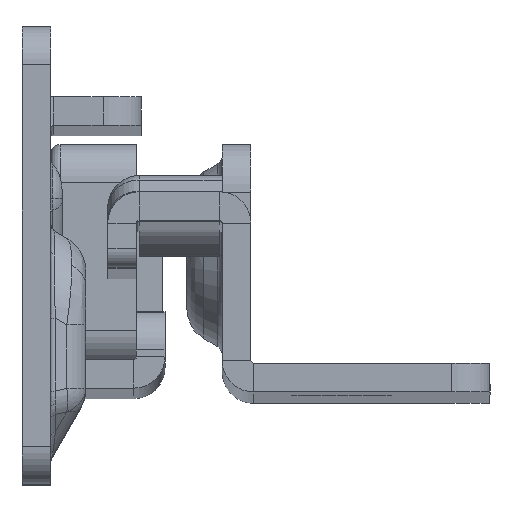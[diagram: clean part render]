
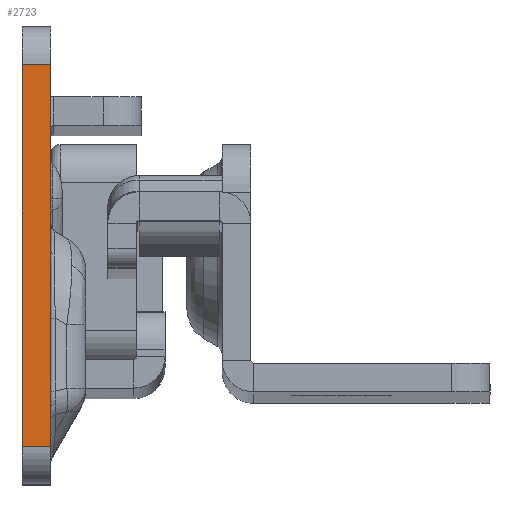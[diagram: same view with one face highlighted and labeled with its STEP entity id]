
A CAD part, top view. The second image highlights one B-rep face of the part: STEP entity #2723.
In plain terms, the highlighted planar face has unit normal (0, 0, 1).
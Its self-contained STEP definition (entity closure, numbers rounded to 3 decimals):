
#329 = LINE ( 'NONE', #4350, #2980 ) ;
#381 = CARTESIAN_POINT ( 'NONE',  ( 0., -29.094, 0. ) ) ;
#963 = DIRECTION ( 'NONE',  ( 0., 0., 1. ) ) ;
#1905 = CARTESIAN_POINT ( 'NONE',  ( -142.194, -21.7, 0. ) ) ;
#2353 = VERTEX_POINT ( 'NONE', #12051 ) ;
#2473 = PLANE ( 'NONE',  #16285 ) ;
#2723 = ADVANCED_FACE ( 'NONE', ( #3717 ), #2473, .T. ) ;
#2980 = VECTOR ( 'NONE', #14085, 1000. ) ;
#3020 = VECTOR ( 'NONE', #12359, 1000. ) ;
#3717 = FACE_OUTER_BOUND ( 'NONE', #9728, .T. ) ;
#3994 = CARTESIAN_POINT ( 'NONE',  ( -3., -29.094, 0. ) ) ;
#4350 = CARTESIAN_POINT ( 'NONE',  ( -3., -29.094, 0. ) ) ;
#4739 = ORIENTED_EDGE ( 'NONE', *, *, #15242, .T. ) ;
#5600 = VERTEX_POINT ( 'NONE', #15484 ) ;
#5657 = VECTOR ( 'NONE', #12556, 1000. ) ;
#5792 = VECTOR ( 'NONE', #9875, 1000. ) ;
#6080 = ORIENTED_EDGE ( 'NONE', *, *, #9110, .T. ) ;
#7191 = LINE ( 'NONE', #1905, #5657 ) ;
#7264 = CARTESIAN_POINT ( 'NONE',  ( 0., -21.7, 0. ) ) ;
#7267 = LINE ( 'NONE', #381, #5792 ) ;
#7846 = DIRECTION ( 'NONE',  ( 1., 0., 0. ) ) ;
#9076 = LINE ( 'NONE', #14585, #3020 ) ;
#9110 = EDGE_CURVE ( 'NONE', #5600, #16934, #7191, .T. ) ;
#9728 = EDGE_LOOP ( 'NONE', ( #12309, #14077, #4739, #6080 ) ) ;
#9875 = DIRECTION ( 'NONE',  ( 0., -1., 0. ) ) ;
#12051 = CARTESIAN_POINT ( 'NONE',  ( -3., 18.3, 0. ) ) ;
#12309 = ORIENTED_EDGE ( 'NONE', *, *, #12570, .F. ) ;
#12359 = DIRECTION ( 'NONE',  ( 1., 0., 0. ) ) ;
#12556 = DIRECTION ( 'NONE',  ( 1., 0., 0. ) ) ;
#12570 = EDGE_CURVE ( 'NONE', #14174, #16934, #7267, .T. ) ;
#14077 = ORIENTED_EDGE ( 'NONE', *, *, #16788, .F. ) ;
#14085 = DIRECTION ( 'NONE',  ( 0., -1., 0. ) ) ;
#14174 = VERTEX_POINT ( 'NONE', #16067 ) ;
#14585 = CARTESIAN_POINT ( 'NONE',  ( -3., 18.3, 0. ) ) ;
#15242 = EDGE_CURVE ( 'NONE', #2353, #5600, #329, .T. ) ;
#15484 = CARTESIAN_POINT ( 'NONE',  ( -3., -21.7, 0. ) ) ;
#16067 = CARTESIAN_POINT ( 'NONE',  ( 0., 18.3, 0. ) ) ;
#16285 = AXIS2_PLACEMENT_3D ( 'NONE', #3994, #963, #7846 ) ;
#16788 = EDGE_CURVE ( 'NONE', #2353, #14174, #9076, .T. ) ;
#16934 = VERTEX_POINT ( 'NONE', #7264 ) ;
